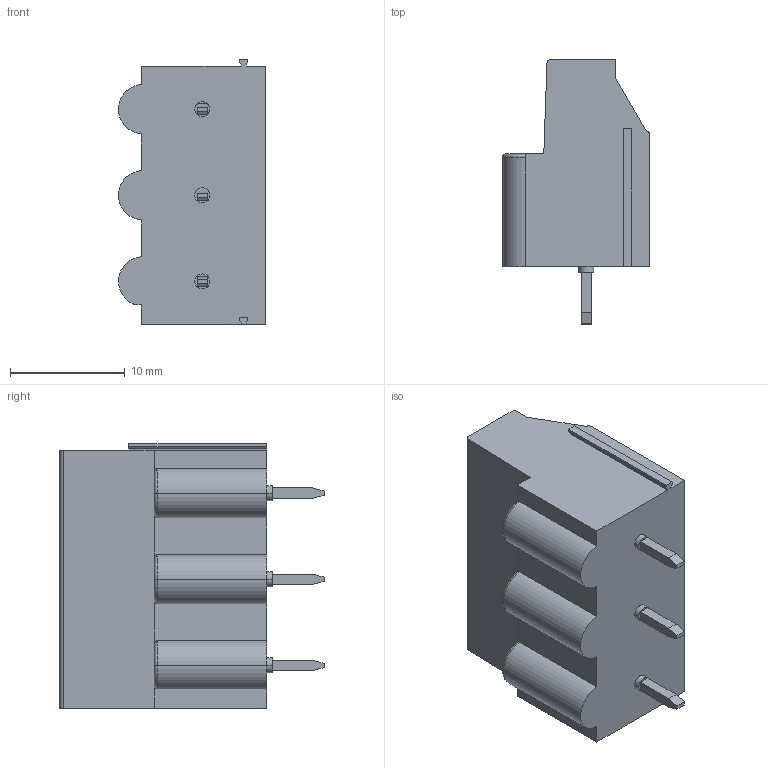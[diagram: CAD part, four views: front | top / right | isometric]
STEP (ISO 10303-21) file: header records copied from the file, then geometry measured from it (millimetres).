
FILE_DESCRIPTION(('SolidDesigner STEP Export'),'1');
FILE_NAME('gmkdsp_3-3.stp','2000-06-29T17:08:01',(''),(''), 'SolidDesigner STEP processor Version: 7.0(Mar 1999)for AP214(CD)(Solid Model)', 'CoCreate SolidDesigner: 07.50 21-Dec-99(C) CoCreate Software GmbH','');
FILE_SCHEMA(('AUTOMOTIVE_DESIGN_CC2 {1 2 10303 214 -1 1 5 1}'));
Length unit declared in the file: millimetre
Products named in the file (2): gmkdsp_3-3
Assembly tree (1 placements, depth 2):
  gmkdsp_3-3
    gmkdsp_3-3
Bounding box: 12.8 x 23 x 23.07 mm (x, y, z)
Volume: 3652.3 mm3; surface area: 2252.3 mm2
Topology: 1 solids, 1 shells, 224 faces, 567 edges, 367 vertices
Faces by surface type: plane 158, cylinder 60, torus 6
Entity records: 8294 total; most frequent: CARTESIAN_POINT 1362, ORIENTED_EDGE 1134, DIRECTION 959, EDGE_CURVE 567, VECTOR 381, LINE 381, VERTEX_POINT 367, AXIS2_PLACEMENT_3D 289
